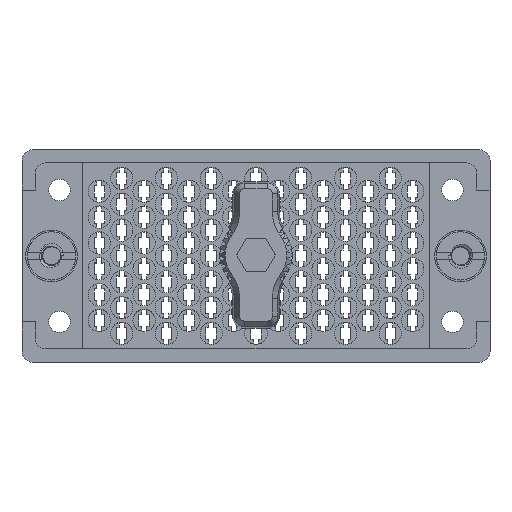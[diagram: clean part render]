
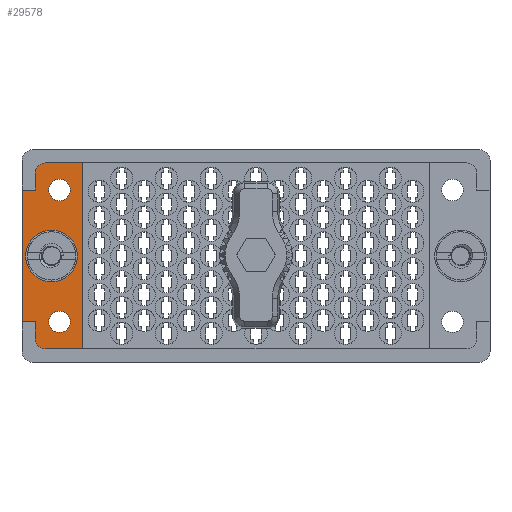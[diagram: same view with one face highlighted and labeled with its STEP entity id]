
A CAD part, top view. The second image highlights one B-rep face of the part: STEP entity #29578.
In plain terms, the highlighted planar face has unit normal (0, 0, 1).
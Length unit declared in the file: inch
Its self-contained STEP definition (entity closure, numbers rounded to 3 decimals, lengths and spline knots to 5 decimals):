
#415 = ORIENTED_EDGE ( 'NONE', *, *, #3429, .F. ) ;
#1212 = CIRCLE ( 'NONE', #60943, 0.062 ) ;
#1215 = VECTOR ( 'NONE', #15733, 39.37008 ) ;
#1423 = DIRECTION ( 'NONE',  ( -1., 0., 0. ) ) ;
#1603 = CARTESIAN_POINT ( 'NONE',  ( -1.2205, -0.54, -0.117 ) ) ;
#1786 = VECTOR ( 'NONE', #45248, 39.37008 ) ;
#1952 = VERTEX_POINT ( 'NONE', #42852 ) ;
#2669 = DIRECTION ( 'NONE',  ( 0., -1., 0. ) ) ;
#2785 = CARTESIAN_POINT ( 'NONE',  ( -1.2825, 0.478, -0.117 ) ) ;
#3429 = EDGE_CURVE ( 'NONE', #24868, #82838, #68332, .T. ) ;
#4489 = EDGE_CURVE ( 'NONE', #23440, #72216, #1212, .T. ) ;
#4799 = VERTEX_POINT ( 'NONE', #68457 ) ;
#4816 = FACE_BOUND ( 'NONE', #74502, .T. ) ;
#5455 = VERTEX_POINT ( 'NONE', #16654 ) ;
#7472 = CARTESIAN_POINT ( 'NONE',  ( -1.0785, -0.3825, -0.117 ) ) ;
#10791 = AXIS2_PLACEMENT_3D ( 'NONE', #31966, #47334, #68787 ) ;
#11495 = CARTESIAN_POINT ( 'NONE',  ( -1.141, 0.3825, -0.117 ) ) ;
#11713 = DIRECTION ( 'NONE',  ( 0., 1., 0. ) ) ;
#15733 = DIRECTION ( 'NONE',  ( 0., -1., 0. ) ) ;
#15913 = VERTEX_POINT ( 'NONE', #1603 ) ;
#15991 = DIRECTION ( 'NONE',  ( 0., 0., 1. ) ) ;
#16654 = CARTESIAN_POINT ( 'NONE',  ( -1.0375, 0., -0.117 ) ) ;
#17606 = EDGE_CURVE ( 'NONE', #82838, #24868, #76097, .T. ) ;
#18328 = CIRCLE ( 'NONE', #85307, 0.15 ) ;
#18498 = CARTESIAN_POINT ( 'NONE',  ( -1.005, 0.617, -0.117 ) ) ;
#18621 = EDGE_LOOP ( 'NONE', ( #415, #80102 ) ) ;
#19187 = VERTEX_POINT ( 'NONE', #81895 ) ;
#21294 = VERTEX_POINT ( 'NONE', #34405 ) ;
#22172 = CIRCLE ( 'NONE', #75198, 0.15 ) ;
#23440 = VERTEX_POINT ( 'NONE', #68741 ) ;
#23480 = CARTESIAN_POINT ( 'NONE',  ( -1.1875, 0., -0.117 ) ) ;
#24627 = ORIENTED_EDGE ( 'NONE', *, *, #58639, .F. ) ;
#24868 = VERTEX_POINT ( 'NONE', #61764 ) ;
#24956 = ORIENTED_EDGE ( 'NONE', *, *, #49381, .F. ) ;
#25959 = DIRECTION ( 'NONE',  ( 1., 0., 0. ) ) ;
#28298 = VECTOR ( 'NONE', #11713, 39.37008 ) ;
#29012 = AXIS2_PLACEMENT_3D ( 'NONE', #59653, #39723, #80547 ) ;
#29473 = CARTESIAN_POINT ( 'NONE',  ( -1.141, -0.3825, -0.117 ) ) ;
#29578 = ADVANCED_FACE ( 'NONE', ( #84850, #56306, #4816, #43123 ), #51254, .T. ) ;
#31794 = DIRECTION ( 'NONE',  ( 0., 0., 1. ) ) ;
#31901 = ORIENTED_EDGE ( 'NONE', *, *, #86768, .T. ) ;
#31966 = CARTESIAN_POINT ( 'NONE',  ( -1.141, -0.3825, -0.117 ) ) ;
#33555 = VERTEX_POINT ( 'NONE', #43529 ) ;
#33816 = VECTOR ( 'NONE', #1423, 39.37008 ) ;
#34257 = EDGE_CURVE ( 'NONE', #19187, #15913, #54586, .T. ) ;
#34405 = CARTESIAN_POINT ( 'NONE',  ( -1.359, -0.3825, -0.117 ) ) ;
#35253 = VERTEX_POINT ( 'NONE', #88453 ) ;
#35351 = CIRCLE ( 'NONE', #61205, 0.0625 ) ;
#36711 = CARTESIAN_POINT ( 'NONE',  ( -1.2825, 0., -0.117 ) ) ;
#37093 = LINE ( 'NONE', #18498, #28298 ) ;
#38172 = CARTESIAN_POINT ( 'NONE',  ( -1.359, 0.3825, -0.117 ) ) ;
#38485 = EDGE_CURVE ( 'NONE', #5455, #60446, #22172, .T. ) ;
#38906 = ORIENTED_EDGE ( 'NONE', *, *, #40531, .T. ) ;
#39723 = DIRECTION ( 'NONE',  ( 0., 0., 1. ) ) ;
#40531 = EDGE_CURVE ( 'NONE', #19187, #4799, #37093, .T. ) ;
#41284 = DIRECTION ( 'NONE',  ( 1., 0., 0. ) ) ;
#41593 = CARTESIAN_POINT ( 'NONE',  ( -1.1875, 0., -0.117 ) ) ;
#42852 = CARTESIAN_POINT ( 'NONE',  ( -1.2825, 0.3825, -0.117 ) ) ;
#43123 = FACE_OUTER_BOUND ( 'NONE', #81984, .T. ) ;
#43529 = CARTESIAN_POINT ( 'NONE',  ( -1.0785, 0.3825, -0.117 ) ) ;
#43610 = DIRECTION ( 'NONE',  ( 0., 0., 1. ) ) ;
#44653 = CARTESIAN_POINT ( 'NONE',  ( 0., -0.3825, -0.117 ) ) ;
#44692 = VECTOR ( 'NONE', #79320, 39.37008 ) ;
#44764 = CARTESIAN_POINT ( 'NONE',  ( -1.2825, 0., -0.117 ) ) ;
#44961 = DIRECTION ( 'NONE',  ( -1., 0., 0. ) ) ;
#45248 = DIRECTION ( 'NONE',  ( -1., 0., 0. ) ) ;
#46125 = ORIENTED_EDGE ( 'NONE', *, *, #64759, .T. ) ;
#46505 = EDGE_CURVE ( 'NONE', #4799, #23440, #65485, .T. ) ;
#46888 = VECTOR ( 'NONE', #66051, 39.37008 ) ;
#47334 = DIRECTION ( 'NONE',  ( 0., 0., 1. ) ) ;
#48559 = VERTEX_POINT ( 'NONE', #63458 ) ;
#49381 = EDGE_CURVE ( 'NONE', #77106, #33555, #35351, .T. ) ;
#50048 = DIRECTION ( 'NONE',  ( 1., 0., 0. ) ) ;
#50118 = ORIENTED_EDGE ( 'NONE', *, *, #34257, .F. ) ;
#51090 = AXIS2_PLACEMENT_3D ( 'NONE', #85950, #43610, #50048 ) ;
#51254 = PLANE ( 'NONE',  #51090 ) ;
#51368 = CARTESIAN_POINT ( 'NONE',  ( 0., -0.54, -0.117 ) ) ;
#51409 = EDGE_CURVE ( 'NONE', #48559, #15913, #58901, .T. ) ;
#51585 = CARTESIAN_POINT ( 'NONE',  ( -1.359, 0.617, -0.117 ) ) ;
#51893 = LINE ( 'NONE', #51585, #1215 ) ;
#52736 = CARTESIAN_POINT ( 'NONE',  ( -1.2035, 0.3825, -0.117 ) ) ;
#53127 = VECTOR ( 'NONE', #2669, 39.37008 ) ;
#53893 = CARTESIAN_POINT ( 'NONE',  ( -1.2205, 0.478, -0.117 ) ) ;
#54050 = ORIENTED_EDGE ( 'NONE', *, *, #65355, .F. ) ;
#54586 = LINE ( 'NONE', #51368, #1786 ) ;
#54783 = ORIENTED_EDGE ( 'NONE', *, *, #38485, .F. ) ;
#55069 = AXIS2_PLACEMENT_3D ( 'NONE', #29473, #79144, #57367 ) ;
#56306 = FACE_BOUND ( 'NONE', #85947, .T. ) ;
#56321 = LINE ( 'NONE', #44653, #70590 ) ;
#57239 = VERTEX_POINT ( 'NONE', #38172 ) ;
#57367 = DIRECTION ( 'NONE',  ( 1., 0., 0. ) ) ;
#57962 = CARTESIAN_POINT ( 'NONE',  ( -1.141, 0.3825, -0.117 ) ) ;
#58639 = EDGE_CURVE ( 'NONE', #33555, #77106, #89610, .T. ) ;
#58695 = DIRECTION ( 'NONE',  ( 1., 0., 0. ) ) ;
#58901 = CIRCLE ( 'NONE', #29012, 0.062 ) ;
#59653 = CARTESIAN_POINT ( 'NONE',  ( -1.2205, -0.478, -0.117 ) ) ;
#59906 = ORIENTED_EDGE ( 'NONE', *, *, #77676, .F. ) ;
#60188 = ORIENTED_EDGE ( 'NONE', *, *, #4489, .T. ) ;
#60446 = VERTEX_POINT ( 'NONE', #75894 ) ;
#60560 = DIRECTION ( 'NONE',  ( 0., 0., 1. ) ) ;
#60943 = AXIS2_PLACEMENT_3D ( 'NONE', #53893, #31794, #25959 ) ;
#61205 = AXIS2_PLACEMENT_3D ( 'NONE', #11495, #60560, #87328 ) ;
#61223 = LINE ( 'NONE', #64041, #33816 ) ;
#61764 = CARTESIAN_POINT ( 'NONE',  ( -1.2035, -0.3825, -0.117 ) ) ;
#61890 = ORIENTED_EDGE ( 'NONE', *, *, #46505, .T. ) ;
#63458 = CARTESIAN_POINT ( 'NONE',  ( -1.2825, -0.478, -0.117 ) ) ;
#64041 = CARTESIAN_POINT ( 'NONE',  ( 0., 0.3825, -0.117 ) ) ;
#64759 = EDGE_CURVE ( 'NONE', #1952, #57239, #61223, .T. ) ;
#65355 = EDGE_CURVE ( 'NONE', #60446, #5455, #18328, .T. ) ;
#65485 = LINE ( 'NONE', #72844, #46888 ) ;
#66051 = DIRECTION ( 'NONE',  ( -1., 0., 0. ) ) ;
#68332 = CIRCLE ( 'NONE', #55069, 0.0625 ) ;
#68457 = CARTESIAN_POINT ( 'NONE',  ( -1.005, 0.54, -0.117 ) ) ;
#68741 = CARTESIAN_POINT ( 'NONE',  ( -1.2205, 0.54, -0.117 ) ) ;
#68787 = DIRECTION ( 'NONE',  ( 1., 0., 0. ) ) ;
#70590 = VECTOR ( 'NONE', #44961, 39.37008 ) ;
#70621 = LINE ( 'NONE', #44764, #53127 ) ;
#71092 = LINE ( 'NONE', #36711, #44692 ) ;
#72216 = VERTEX_POINT ( 'NONE', #2785 ) ;
#72844 = CARTESIAN_POINT ( 'NONE',  ( 0., 0.54, -0.117 ) ) ;
#74502 = EDGE_LOOP ( 'NONE', ( #54783, #54050 ) ) ;
#75198 = AXIS2_PLACEMENT_3D ( 'NONE', #23480, #79587, #58695 ) ;
#75894 = CARTESIAN_POINT ( 'NONE',  ( -1.3375, 0., -0.117 ) ) ;
#76097 = CIRCLE ( 'NONE', #10791, 0.0625 ) ;
#77106 = VERTEX_POINT ( 'NONE', #52736 ) ;
#77508 = ORIENTED_EDGE ( 'NONE', *, *, #90481, .T. ) ;
#77676 = EDGE_CURVE ( 'NONE', #35253, #21294, #56321, .T. ) ;
#78648 = ORIENTED_EDGE ( 'NONE', *, *, #51409, .T. ) ;
#79144 = DIRECTION ( 'NONE',  ( 0., 0., 1. ) ) ;
#79320 = DIRECTION ( 'NONE',  ( 0., -1., 0. ) ) ;
#79587 = DIRECTION ( 'NONE',  ( 0., 0., 1. ) ) ;
#80102 = ORIENTED_EDGE ( 'NONE', *, *, #17606, .F. ) ;
#80547 = DIRECTION ( 'NONE',  ( 1., 0., 0. ) ) ;
#81895 = CARTESIAN_POINT ( 'NONE',  ( -1.005, -0.54, -0.117 ) ) ;
#81984 = EDGE_LOOP ( 'NONE', ( #89598, #78648, #50118, #38906, #61890, #60188, #77508, #46125, #31901, #59906 ) ) ;
#82838 = VERTEX_POINT ( 'NONE', #7472 ) ;
#83341 = DIRECTION ( 'NONE',  ( 0., 0., 1. ) ) ;
#84850 = FACE_BOUND ( 'NONE', #18621, .T. ) ;
#84878 = AXIS2_PLACEMENT_3D ( 'NONE', #57962, #15991, #88363 ) ;
#85307 = AXIS2_PLACEMENT_3D ( 'NONE', #41593, #83341, #41284 ) ;
#85845 = EDGE_CURVE ( 'NONE', #35253, #48559, #70621, .T. ) ;
#85947 = EDGE_LOOP ( 'NONE', ( #24956, #24627 ) ) ;
#85950 = CARTESIAN_POINT ( 'NONE',  ( -1.359, -0.617, -0.117 ) ) ;
#86768 = EDGE_CURVE ( 'NONE', #57239, #21294, #51893, .T. ) ;
#87328 = DIRECTION ( 'NONE',  ( 1., 0., 0. ) ) ;
#88363 = DIRECTION ( 'NONE',  ( 1., 0., 0. ) ) ;
#88453 = CARTESIAN_POINT ( 'NONE',  ( -1.2825, -0.3825, -0.117 ) ) ;
#89598 = ORIENTED_EDGE ( 'NONE', *, *, #85845, .T. ) ;
#89610 = CIRCLE ( 'NONE', #84878, 0.0625 ) ;
#90481 = EDGE_CURVE ( 'NONE', #72216, #1952, #71092, .T. ) ;
